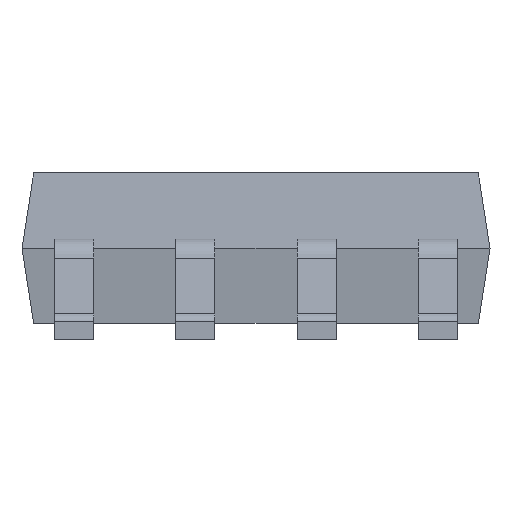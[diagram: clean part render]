
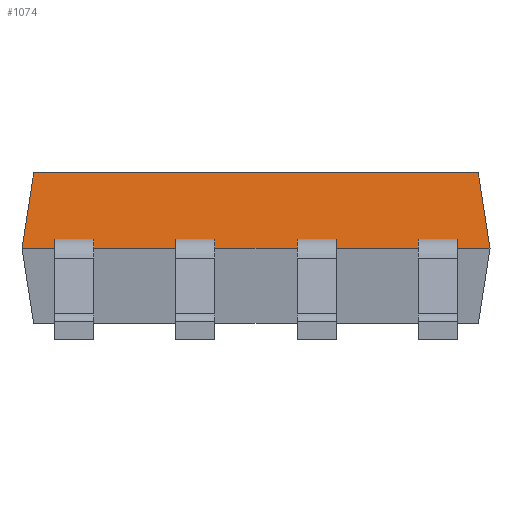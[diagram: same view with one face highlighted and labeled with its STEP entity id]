
A CAD part, left-side view. The second image highlights one B-rep face of the part: STEP entity #1074.
In plain terms, the highlighted free-form (B-spline) face has degree [1, 1] with [2, 2] control points.
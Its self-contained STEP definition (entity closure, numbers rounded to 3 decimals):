
#24 = VERTEX_POINT('',#25);
#25 = CARTESIAN_POINT('',(-1.85,-2.33,1.75));
#31 = EDGE_CURVE('',#24,#32,#34,.T.);
#32 = VERTEX_POINT('',#33);
#33 = CARTESIAN_POINT('',(-1.85,2.33,1.75));
#34 = LINE('',#35,#36);
#35 = CARTESIAN_POINT('',(-1.85,-2.33,1.75));
#36 = VECTOR('',#37,1.);
#37 = DIRECTION('',(0.,1.,0.));
#879 = EDGE_CURVE('',#24,#880,#882,.T.);
#880 = VERTEX_POINT('',#881);
#881 = CARTESIAN_POINT('',(-1.948,-2.453,0.963));
#882 = B_SPLINE_CURVE_WITH_KNOTS('',1,(#883,#884),.UNSPECIFIED.,.F.,.F.,
  (2,2),(0.,1.),.PIECEWISE_BEZIER_KNOTS.);
#883 = CARTESIAN_POINT('',(-1.85,-2.33,1.75));
#884 = CARTESIAN_POINT('',(-1.948,-2.453,0.963));
#1074 = ADVANCED_FACE('',(#1075),#1240,.T.);
#1075 = FACE_BOUND('',#1076,.T.);
#1076 = EDGE_LOOP('',(#1077,#1078,#1079,#1086,#1094,#1106,#1113,#1125,
    #1133,#1143,#1150,#1160,#1168,#1178,#1185,#1195,#1203,#1215,#1222,
    #1234));
#1077 = ORIENTED_EDGE('',*,*,#879,.F.);
#1078 = ORIENTED_EDGE('',*,*,#31,.T.);
#1079 = ORIENTED_EDGE('',*,*,#1080,.T.);
#1080 = EDGE_CURVE('',#32,#1081,#1083,.T.);
#1081 = VERTEX_POINT('',#1082);
#1082 = CARTESIAN_POINT('',(-1.948,2.453,0.963));
#1083 = B_SPLINE_CURVE_WITH_KNOTS('',1,(#1084,#1085),.UNSPECIFIED.,.F.,
  .F.,(2,2),(0.,1.),.PIECEWISE_BEZIER_KNOTS.);
#1084 = CARTESIAN_POINT('',(-1.85,2.33,1.75));
#1085 = CARTESIAN_POINT('',(-1.948,2.453,0.963));
#1086 = ORIENTED_EDGE('',*,*,#1087,.F.);
#1087 = EDGE_CURVE('',#1088,#1081,#1090,.T.);
#1088 = VERTEX_POINT('',#1089);
#1089 = CARTESIAN_POINT('',(-1.948,2.11,0.963));
#1090 = LINE('',#1091,#1092);
#1091 = CARTESIAN_POINT('',(-1.948,-2.453,0.963));
#1092 = VECTOR('',#1093,1.);
#1093 = DIRECTION('',(0.,1.,0.));
#1094 = ORIENTED_EDGE('',*,*,#1095,.F.);
#1095 = EDGE_CURVE('',#1096,#1088,#1098,.T.);
#1096 = VERTEX_POINT('',#1097);
#1097 = CARTESIAN_POINT('',(-1.936,2.11,1.058));
#1098 = B_SPLINE_CURVE_WITH_KNOTS('',6,(#1099,#1100,#1101,#1102,#1103,
    #1104,#1105),.UNSPECIFIED.,.F.,.F.,(7,7),(0.,1.),
  .PIECEWISE_BEZIER_KNOTS.);
#1099 = CARTESIAN_POINT('',(-1.936,2.11,1.058));
#1100 = CARTESIAN_POINT('',(-1.938,2.11,1.041));
#1101 = CARTESIAN_POINT('',(-1.939,2.11,1.028));
#1102 = CARTESIAN_POINT('',(-1.942,2.11,1.011));
#1103 = CARTESIAN_POINT('',(-1.944,2.11,0.989));
#1104 = CARTESIAN_POINT('',(-1.947,2.11,0.968));
#1105 = CARTESIAN_POINT('',(-1.948,2.11,0.963));
#1106 = ORIENTED_EDGE('',*,*,#1107,.T.);
#1107 = EDGE_CURVE('',#1096,#1108,#1110,.T.);
#1108 = VERTEX_POINT('',#1109);
#1109 = CARTESIAN_POINT('',(-1.936,1.7,1.058));
#1110 = B_SPLINE_CURVE_WITH_KNOTS('',1,(#1111,#1112),.UNSPECIFIED.,.F.,
  .F.,(2,2),(0.,1.),.PIECEWISE_BEZIER_KNOTS.);
#1111 = CARTESIAN_POINT('',(-1.936,2.11,1.058));
#1112 = CARTESIAN_POINT('',(-1.936,1.7,1.058));
#1113 = ORIENTED_EDGE('',*,*,#1114,.T.);
#1114 = EDGE_CURVE('',#1108,#1115,#1117,.T.);
#1115 = VERTEX_POINT('',#1116);
#1116 = CARTESIAN_POINT('',(-1.948,1.7,0.963));
#1117 = B_SPLINE_CURVE_WITH_KNOTS('',6,(#1118,#1119,#1120,#1121,#1122,
    #1123,#1124),.UNSPECIFIED.,.F.,.F.,(7,7),(0.,1.),
  .PIECEWISE_BEZIER_KNOTS.);
#1118 = CARTESIAN_POINT('',(-1.936,1.7,1.058));
#1119 = CARTESIAN_POINT('',(-1.938,1.7,1.039));
#1120 = CARTESIAN_POINT('',(-1.94,1.7,1.026));
#1121 = CARTESIAN_POINT('',(-1.942,1.7,1.009));
#1122 = CARTESIAN_POINT('',(-1.944,1.7,0.988));
#1123 = CARTESIAN_POINT('',(-1.947,1.7,0.967));
#1124 = CARTESIAN_POINT('',(-1.948,1.7,0.963));
#1125 = ORIENTED_EDGE('',*,*,#1126,.F.);
#1126 = EDGE_CURVE('',#1127,#1115,#1129,.T.);
#1127 = VERTEX_POINT('',#1128);
#1128 = CARTESIAN_POINT('',(-1.948,0.84,0.963));
#1129 = LINE('',#1130,#1131);
#1130 = CARTESIAN_POINT('',(-1.948,-2.453,0.963));
#1131 = VECTOR('',#1132,1.);
#1132 = DIRECTION('',(0.,1.,0.));
#1133 = ORIENTED_EDGE('',*,*,#1134,.F.);
#1134 = EDGE_CURVE('',#1135,#1127,#1137,.T.);
#1135 = VERTEX_POINT('',#1136);
#1136 = CARTESIAN_POINT('',(-1.936,0.84,1.058));
#1137 = B_SPLINE_CURVE_WITH_KNOTS('',4,(#1138,#1139,#1140,#1141,#1142),
  .UNSPECIFIED.,.F.,.F.,(5,5),(0.,1.),.PIECEWISE_BEZIER_KNOTS.);
#1138 = CARTESIAN_POINT('',(-1.936,0.84,1.058));
#1139 = CARTESIAN_POINT('',(-1.939,0.84,1.034));
#1140 = CARTESIAN_POINT('',(-1.942,0.84,1.01));
#1141 = CARTESIAN_POINT('',(-1.945,0.84,0.986));
#1142 = CARTESIAN_POINT('',(-1.948,0.84,0.963));
#1143 = ORIENTED_EDGE('',*,*,#1144,.T.);
#1144 = EDGE_CURVE('',#1135,#1145,#1147,.T.);
#1145 = VERTEX_POINT('',#1146);
#1146 = CARTESIAN_POINT('',(-1.936,0.43,1.058));
#1147 = B_SPLINE_CURVE_WITH_KNOTS('',1,(#1148,#1149),.UNSPECIFIED.,.F.,
  .F.,(2,2),(0.,1.),.PIECEWISE_BEZIER_KNOTS.);
#1148 = CARTESIAN_POINT('',(-1.936,0.84,1.058));
#1149 = CARTESIAN_POINT('',(-1.936,0.43,1.058));
#1150 = ORIENTED_EDGE('',*,*,#1151,.T.);
#1151 = EDGE_CURVE('',#1145,#1152,#1154,.T.);
#1152 = VERTEX_POINT('',#1153);
#1153 = CARTESIAN_POINT('',(-1.948,0.43,0.963));
#1154 = B_SPLINE_CURVE_WITH_KNOTS('',4,(#1155,#1156,#1157,#1158,#1159),
  .UNSPECIFIED.,.F.,.F.,(5,5),(0.,1.),.PIECEWISE_BEZIER_KNOTS.);
#1155 = CARTESIAN_POINT('',(-1.936,0.43,1.058));
#1156 = CARTESIAN_POINT('',(-1.939,0.43,1.034));
#1157 = CARTESIAN_POINT('',(-1.942,0.43,1.01));
#1158 = CARTESIAN_POINT('',(-1.945,0.43,0.986));
#1159 = CARTESIAN_POINT('',(-1.948,0.43,0.963));
#1160 = ORIENTED_EDGE('',*,*,#1161,.F.);
#1161 = EDGE_CURVE('',#1162,#1152,#1164,.T.);
#1162 = VERTEX_POINT('',#1163);
#1163 = CARTESIAN_POINT('',(-1.948,-0.43,0.963));
#1164 = LINE('',#1165,#1166);
#1165 = CARTESIAN_POINT('',(-1.948,-2.453,0.963));
#1166 = VECTOR('',#1167,1.);
#1167 = DIRECTION('',(0.,1.,0.));
#1168 = ORIENTED_EDGE('',*,*,#1169,.F.);
#1169 = EDGE_CURVE('',#1170,#1162,#1172,.T.);
#1170 = VERTEX_POINT('',#1171);
#1171 = CARTESIAN_POINT('',(-1.936,-0.43,1.058));
#1172 = B_SPLINE_CURVE_WITH_KNOTS('',4,(#1173,#1174,#1175,#1176,#1177),
  .UNSPECIFIED.,.F.,.F.,(5,5),(0.,1.),.PIECEWISE_BEZIER_KNOTS.);
#1173 = CARTESIAN_POINT('',(-1.936,-0.43,1.058));
#1174 = CARTESIAN_POINT('',(-1.939,-0.43,1.034));
#1175 = CARTESIAN_POINT('',(-1.942,-0.43,1.01));
#1176 = CARTESIAN_POINT('',(-1.945,-0.43,0.986));
#1177 = CARTESIAN_POINT('',(-1.948,-0.43,0.963));
#1178 = ORIENTED_EDGE('',*,*,#1179,.T.);
#1179 = EDGE_CURVE('',#1170,#1180,#1182,.T.);
#1180 = VERTEX_POINT('',#1181);
#1181 = CARTESIAN_POINT('',(-1.936,-0.84,1.058));
#1182 = B_SPLINE_CURVE_WITH_KNOTS('',1,(#1183,#1184),.UNSPECIFIED.,.F.,
  .F.,(2,2),(0.,1.),.PIECEWISE_BEZIER_KNOTS.);
#1183 = CARTESIAN_POINT('',(-1.936,-0.43,1.058));
#1184 = CARTESIAN_POINT('',(-1.936,-0.84,1.058));
#1185 = ORIENTED_EDGE('',*,*,#1186,.T.);
#1186 = EDGE_CURVE('',#1180,#1187,#1189,.T.);
#1187 = VERTEX_POINT('',#1188);
#1188 = CARTESIAN_POINT('',(-1.948,-0.84,0.963));
#1189 = B_SPLINE_CURVE_WITH_KNOTS('',4,(#1190,#1191,#1192,#1193,#1194),
  .UNSPECIFIED.,.F.,.F.,(5,5),(0.,1.),.PIECEWISE_BEZIER_KNOTS.);
#1190 = CARTESIAN_POINT('',(-1.936,-0.84,1.058));
#1191 = CARTESIAN_POINT('',(-1.939,-0.84,1.034));
#1192 = CARTESIAN_POINT('',(-1.942,-0.84,1.01));
#1193 = CARTESIAN_POINT('',(-1.945,-0.84,0.986));
#1194 = CARTESIAN_POINT('',(-1.948,-0.84,0.963));
#1195 = ORIENTED_EDGE('',*,*,#1196,.F.);
#1196 = EDGE_CURVE('',#1197,#1187,#1199,.T.);
#1197 = VERTEX_POINT('',#1198);
#1198 = CARTESIAN_POINT('',(-1.948,-1.7,0.963));
#1199 = LINE('',#1200,#1201);
#1200 = CARTESIAN_POINT('',(-1.948,-2.453,0.963));
#1201 = VECTOR('',#1202,1.);
#1202 = DIRECTION('',(0.,1.,0.));
#1203 = ORIENTED_EDGE('',*,*,#1204,.F.);
#1204 = EDGE_CURVE('',#1205,#1197,#1207,.T.);
#1205 = VERTEX_POINT('',#1206);
#1206 = CARTESIAN_POINT('',(-1.936,-1.7,1.058));
#1207 = B_SPLINE_CURVE_WITH_KNOTS('',6,(#1208,#1209,#1210,#1211,#1212,
    #1213,#1214),.UNSPECIFIED.,.F.,.F.,(7,7),(0.,1.),
  .PIECEWISE_BEZIER_KNOTS.);
#1208 = CARTESIAN_POINT('',(-1.936,-1.7,1.058));
#1209 = CARTESIAN_POINT('',(-1.938,-1.7,1.039));
#1210 = CARTESIAN_POINT('',(-1.94,-1.7,1.026));
#1211 = CARTESIAN_POINT('',(-1.942,-1.7,1.009));
#1212 = CARTESIAN_POINT('',(-1.944,-1.7,0.988));
#1213 = CARTESIAN_POINT('',(-1.947,-1.7,0.967));
#1214 = CARTESIAN_POINT('',(-1.948,-1.7,0.963));
#1215 = ORIENTED_EDGE('',*,*,#1216,.T.);
#1216 = EDGE_CURVE('',#1205,#1217,#1219,.T.);
#1217 = VERTEX_POINT('',#1218);
#1218 = CARTESIAN_POINT('',(-1.936,-2.11,1.058));
#1219 = B_SPLINE_CURVE_WITH_KNOTS('',1,(#1220,#1221),.UNSPECIFIED.,.F.,
  .F.,(2,2),(0.,1.),.PIECEWISE_BEZIER_KNOTS.);
#1220 = CARTESIAN_POINT('',(-1.936,-1.7,1.058));
#1221 = CARTESIAN_POINT('',(-1.936,-2.11,1.058));
#1222 = ORIENTED_EDGE('',*,*,#1223,.T.);
#1223 = EDGE_CURVE('',#1217,#1224,#1226,.T.);
#1224 = VERTEX_POINT('',#1225);
#1225 = CARTESIAN_POINT('',(-1.948,-2.11,0.963));
#1226 = B_SPLINE_CURVE_WITH_KNOTS('',6,(#1227,#1228,#1229,#1230,#1231,
    #1232,#1233),.UNSPECIFIED.,.F.,.F.,(7,7),(0.,1.),
  .PIECEWISE_BEZIER_KNOTS.);
#1227 = CARTESIAN_POINT('',(-1.936,-2.11,1.058));
#1228 = CARTESIAN_POINT('',(-1.938,-2.11,1.041));
#1229 = CARTESIAN_POINT('',(-1.939,-2.11,1.028));
#1230 = CARTESIAN_POINT('',(-1.942,-2.11,1.011));
#1231 = CARTESIAN_POINT('',(-1.944,-2.11,0.989));
#1232 = CARTESIAN_POINT('',(-1.947,-2.11,0.968));
#1233 = CARTESIAN_POINT('',(-1.948,-2.11,0.963));
#1234 = ORIENTED_EDGE('',*,*,#1235,.F.);
#1235 = EDGE_CURVE('',#880,#1224,#1236,.T.);
#1236 = LINE('',#1237,#1238);
#1237 = CARTESIAN_POINT('',(-1.948,-2.453,0.963));
#1238 = VECTOR('',#1239,1.);
#1239 = DIRECTION('',(0.,1.,0.));
#1240 = B_SPLINE_SURFACE_WITH_KNOTS('',1,1,(
    (#1241,#1242)
    ,(#1243,#1244
    )),.UNSPECIFIED.,.F.,.F.,.F.,(2,2),(2,2),(0.,4.905),(0.,1.),
  .PIECEWISE_BEZIER_KNOTS.);
#1241 = CARTESIAN_POINT('',(-1.85,-2.33,1.75));
#1242 = CARTESIAN_POINT('',(-1.948,-2.453,0.963));
#1243 = CARTESIAN_POINT('',(-1.85,2.33,1.75));
#1244 = CARTESIAN_POINT('',(-1.948,2.453,0.963));
